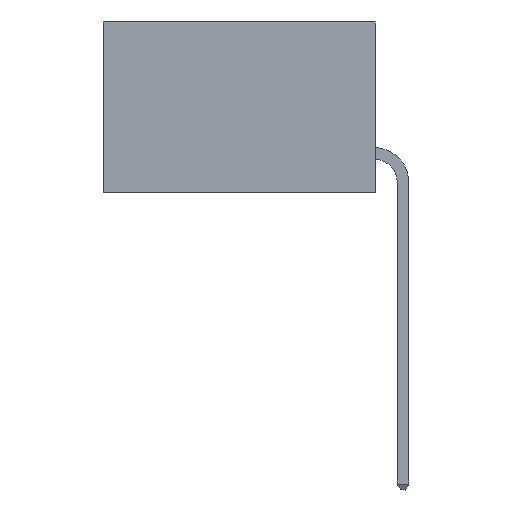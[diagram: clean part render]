
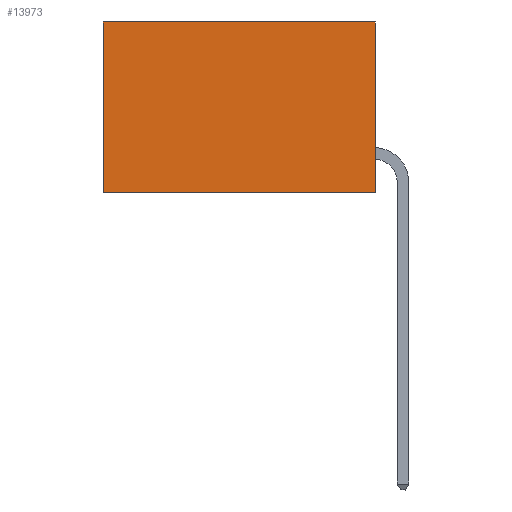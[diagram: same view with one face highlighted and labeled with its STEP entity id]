
A CAD part, left-side view. The second image highlights one B-rep face of the part: STEP entity #13973.
In plain terms, the highlighted planar face has unit normal (-1, 0, 0).
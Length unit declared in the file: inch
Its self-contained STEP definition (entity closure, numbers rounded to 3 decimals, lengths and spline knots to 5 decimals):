
#1426 = DIRECTION ( 'NONE',  ( 0., 0., -1. ) ) ;
#1550 = EDGE_CURVE ( 'NONE', #5503, #9730, #5748, .T. ) ;
#1708 = VECTOR ( 'NONE', #1426, 39.37008 ) ;
#1754 = DIRECTION ( 'NONE',  ( 0., 0., -1. ) ) ;
#2044 = CARTESIAN_POINT ( 'NONE',  ( 0.277, 0., 0. ) ) ;
#2265 = CARTESIAN_POINT ( 'NONE',  ( 0.277, 0.59, -0.37 ) ) ;
#2480 = EDGE_CURVE ( 'NONE', #5503, #11201, #15111, .T. ) ;
#2514 = VECTOR ( 'NONE', #6061, 39.37008 ) ;
#2941 = LINE ( 'NONE', #6630, #2514 ) ;
#2998 = CARTESIAN_POINT ( 'NONE',  ( 0.277, 0.59, -0.37 ) ) ;
#4131 = EDGE_CURVE ( 'NONE', #9730, #6657, #5674, .T. ) ;
#4893 = VECTOR ( 'NONE', #16205, 39.37008 ) ;
#4965 = EDGE_LOOP ( 'NONE', ( #13990, #14784, #15169, #14611 ) ) ;
#5191 = EDGE_CURVE ( 'NONE', #11201, #6657, #2941, .T. ) ;
#5503 = VERTEX_POINT ( 'NONE', #2044 ) ;
#5674 = LINE ( 'NONE', #2265, #1708 ) ;
#5748 = LINE ( 'NONE', #16411, #8708 ) ;
#6061 = DIRECTION ( 'NONE',  ( 0., 1., 0. ) ) ;
#6630 = CARTESIAN_POINT ( 'NONE',  ( 0.277, 0., -0.37 ) ) ;
#6657 = VERTEX_POINT ( 'NONE', #2998 ) ;
#7371 = AXIS2_PLACEMENT_3D ( 'NONE', #15952, #9572, #1754 ) ;
#8255 = PLANE ( 'NONE',  #7371 ) ;
#8708 = VECTOR ( 'NONE', #15043, 39.37008 ) ;
#9572 = DIRECTION ( 'NONE',  ( 1., 0., 0. ) ) ;
#9730 = VERTEX_POINT ( 'NONE', #11435 ) ;
#11201 = VERTEX_POINT ( 'NONE', #11749 ) ;
#11435 = CARTESIAN_POINT ( 'NONE',  ( 0.277, 0.59, 0. ) ) ;
#11749 = CARTESIAN_POINT ( 'NONE',  ( 0.277, 0., -0.37 ) ) ;
#13317 = FACE_OUTER_BOUND ( 'NONE', #4965, .T. ) ;
#13973 = ADVANCED_FACE ( 'NONE', ( #13317 ), #8255, .F. ) ;
#13990 = ORIENTED_EDGE ( 'NONE', *, *, #4131, .T. ) ;
#14611 = ORIENTED_EDGE ( 'NONE', *, *, #1550, .T. ) ;
#14784 = ORIENTED_EDGE ( 'NONE', *, *, #5191, .F. ) ;
#15043 = DIRECTION ( 'NONE',  ( 0., 1., 0. ) ) ;
#15111 = LINE ( 'NONE', #15673, #4893 ) ;
#15169 = ORIENTED_EDGE ( 'NONE', *, *, #2480, .F. ) ;
#15673 = CARTESIAN_POINT ( 'NONE',  ( 0.277, 0., -0.37 ) ) ;
#15952 = CARTESIAN_POINT ( 'NONE',  ( 0.277, 0., -0.37 ) ) ;
#16205 = DIRECTION ( 'NONE',  ( 0., 0., -1. ) ) ;
#16411 = CARTESIAN_POINT ( 'NONE',  ( 0.277, 0., 0. ) ) ;
